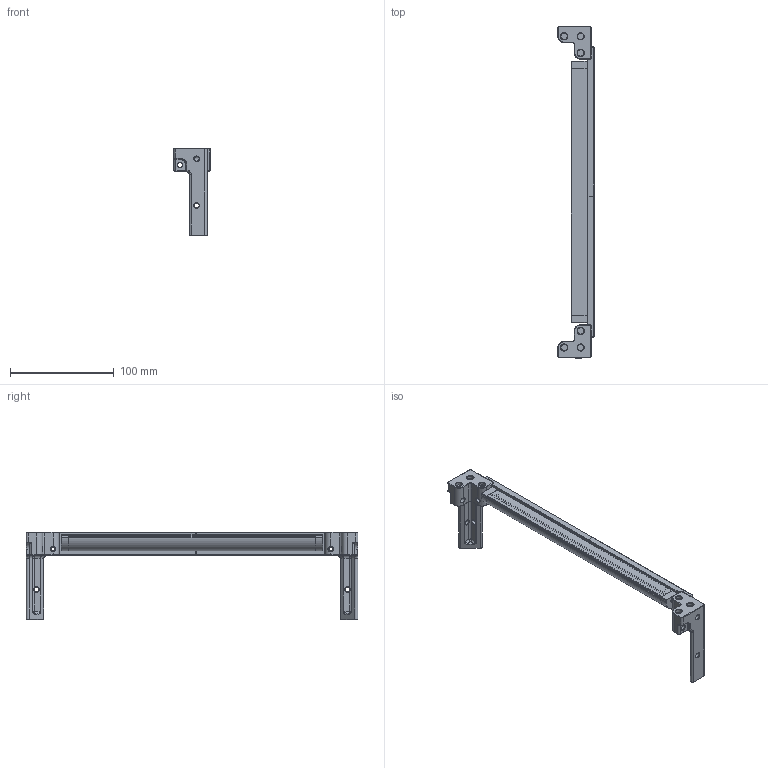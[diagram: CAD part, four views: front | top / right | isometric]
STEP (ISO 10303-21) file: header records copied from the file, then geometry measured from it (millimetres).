
FILE_DESCRIPTION(/* description */ (''),/* implementation_level */ '2;1');
FILE_NAME(/* name */ 'LED Profile Adapter v23.step',/* time_stamp */ '2022-08-17T02:04:21-04:00',/* author */ (''),/* organization */ (''),/* preprocessor_version */ 'ST-DEVELOPER v19',/* originating_system */ 'Autodesk Translation Framework v11.7.0.108',/* authorisation */ '');
FILE_SCHEMA (('AUTOMOTIVE_DESIGN { 1 0 10303 214 3 1 1 }'));
Length unit declared in the file: millimetre
Products named in the file (7): LED Profile Adapter; Tophat_Corners; Adapter Bar; Tophat_Corner (1); LED V Profile; aluminium profile; difussion cover
Assembly tree (6 placements, depth 3):
  LED Profile Adapter
    Tophat_Corners
    Adapter Bar
    Tophat_Corner (1)
    LED V Profile
      aluminium profile
      difussion cover
Bounding box: 35 x 320 x 84 mm (x, y, z)
Volume: 101079 mm3; surface area: 69253.2 mm2
Topology: 8 solids, 8 shells, 617 faces, 1489 edges, 872 vertices
Faces by surface type: plane 228, cylinder 209, cone 96, bspline 44, torus 38, sphere 2
Full cylindrical faces by diameter (mm): 3.3 x2, 4.7 x14, 6 x2, 6.2 x6
Entity records: 24060 total; most frequent: CARTESIAN_POINT 9195, DIRECTION 3147, ORIENTED_EDGE 2934, EDGE_CURVE 1467, AXIS2_PLACEMENT_3D 1166, VERTEX_POINT 872, LINE 815, VECTOR 815
